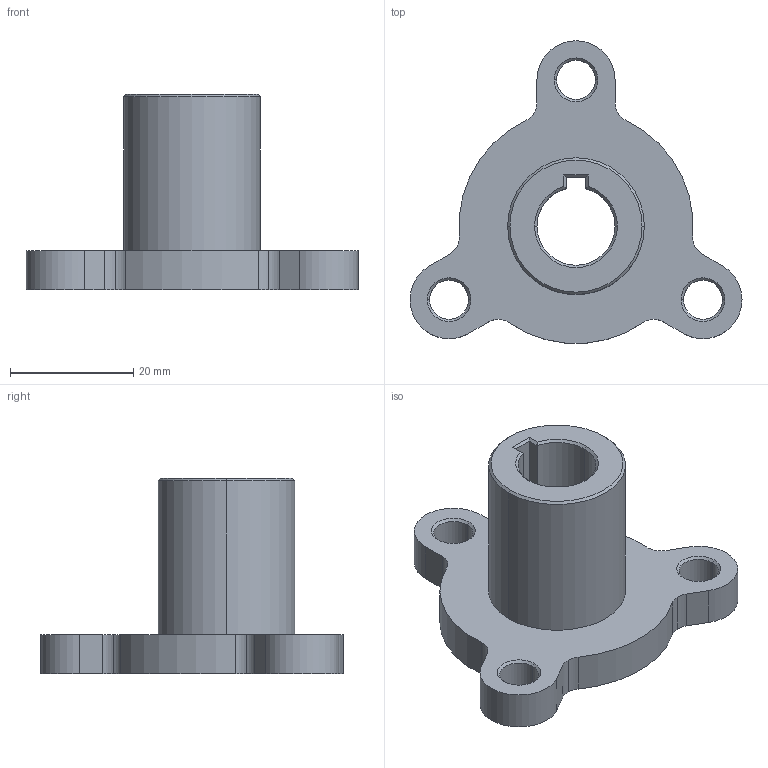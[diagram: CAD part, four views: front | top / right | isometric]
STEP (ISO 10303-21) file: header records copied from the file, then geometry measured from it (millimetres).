
FILE_DESCRIPTION((''),'2;1');
FILE_NAME('Wheel Hub.stp','2005-12-31T12:31:35',('Owner'),(''),'Autodesk Inventor (R) 6.0','Autodesk Inventor (R) 6.0','');
FILE_SCHEMA(('AUTOMOTIVE_DESIGN { 1 0 10303 214 1 1 1 1 }'));
Length unit declared in the file: inch
Products named in the file (1): Wheel Hub
Bounding box: 53.98 x 49.16 x 31.75 mm (x, y, z)
Volume: 14759.8 mm3; surface area: 7177.4 mm2
Topology: 1 solids, 1 shells, 67 faces, 166 edges, 102 vertices
Faces by surface type: cylinder 29, cone 20, plane 18
Entity records: 2035 total; most frequent: DIRECTION 376, CARTESIAN_POINT 348, ORIENTED_EDGE 332, EDGE_CURVE 166, AXIS2_PLACEMENT_3D 146, VERTEX_POINT 102, VECTOR 84, LINE 84
